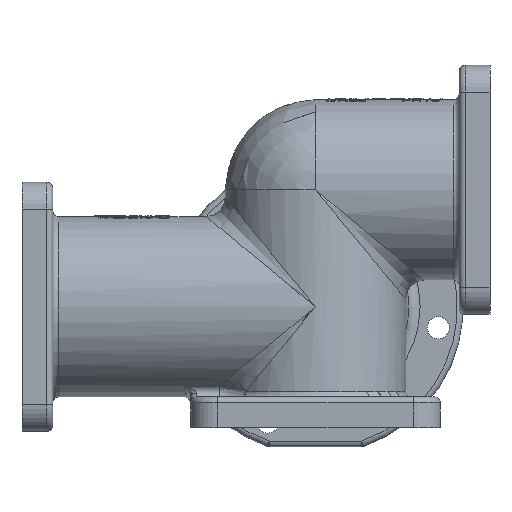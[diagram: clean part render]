
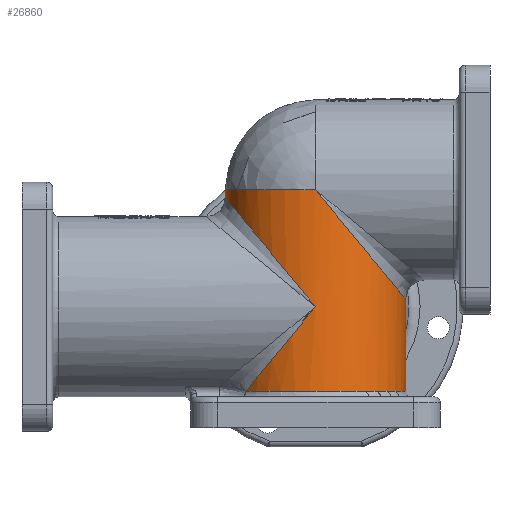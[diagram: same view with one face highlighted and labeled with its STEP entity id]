
A CAD part, front view. The second image highlights one B-rep face of the part: STEP entity #26860.
In plain terms, the highlighted cylindrical face has radius 47 mm (diameter 94 mm), a partial arc.
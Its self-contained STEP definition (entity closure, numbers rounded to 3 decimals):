
#3878 = FACE_OUTER_BOUND ( 'NONE', #15197, .T. ) ;
#3881 = CYLINDRICAL_SURFACE ( 'NONE', #25170, 47. ) ;
#4472 = ORIENTED_EDGE ( 'NONE', *, *, #10733, .T. ) ;
#4524 = ORIENTED_EDGE ( 'NONE', *, *, #10850, .F. ) ;
#4742 = ORIENTED_EDGE ( 'NONE', *, *, #10742, .F. ) ;
#4748 = ORIENTED_EDGE ( 'NONE', *, *, #10889, .T. ) ;
#4753 = ORIENTED_EDGE ( 'NONE', *, *, #21419, .T. ) ;
#4858 = ORIENTED_EDGE ( 'NONE', *, *, #10749, .F. ) ;
#9567 =( BOUNDED_CURVE ( )  B_SPLINE_CURVE ( 3, ( #23236, #23240, #23241, #23242 ),
 .UNSPECIFIED., .F., .T. ) 
 B_SPLINE_CURVE_WITH_KNOTS ( ( 4, 4 ),
 ( 4.712, 5.594 ),
 .UNSPECIFIED. ) 
 CURVE ( )  GEOMETRIC_REPRESENTATION_ITEM ( )  RATIONAL_B_SPLINE_CURVE ( ( 1., 0.936, 0.936, 1. ) ) 
 REPRESENTATION_ITEM ( '' )  );
#9582 =( BOUNDED_CURVE ( )  B_SPLINE_CURVE ( 3, ( #26389, #26406, #26407, #26408 ),
 .UNSPECIFIED., .F., .T. ) 
 B_SPLINE_CURVE_WITH_KNOTS ( ( 4, 4 ),
 ( 3.142, 4.712 ),
 .UNSPECIFIED. ) 
 CURVE ( )  GEOMETRIC_REPRESENTATION_ITEM ( )  RATIONAL_B_SPLINE_CURVE ( ( 1., 0.805, 0.805, 1. ) ) 
 REPRESENTATION_ITEM ( '' )  );
#9604 =( BOUNDED_CURVE ( )  B_SPLINE_CURVE ( 3, ( #13455, #13451, #13440, #13449 ),
 .UNSPECIFIED., .F., .T. ) 
 B_SPLINE_CURVE_WITH_KNOTS ( ( 4, 4 ),
 ( 0., 1.571 ),
 .UNSPECIFIED. ) 
 CURVE ( )  GEOMETRIC_REPRESENTATION_ITEM ( )  RATIONAL_B_SPLINE_CURVE ( ( 1., 0.805, 0.805, 1. ) ) 
 REPRESENTATION_ITEM ( '' )  );
#9660 = LINE ( 'NONE', #13471, #9661 ) ;
#9661 = VECTOR ( 'NONE', #13431, 1000. ) ;
#9668 = LINE ( 'NONE', #14157, #9676 ) ;
#9676 = VECTOR ( 'NONE', #14440, 1000. ) ;
#9686 = CIRCLE ( 'NONE', #27477, 47. ) ;
#9764 = VECTOR ( 'NONE', #13722, 1000. ) ;
#9770 = LINE ( 'NONE', #13721, #9764 ) ;
#10727 = EDGE_CURVE ( 'NONE', #22676, #22289, #9660, .T. ) ;
#10733 = EDGE_CURVE ( 'NONE', #22596, #22402, #9604, .T. ) ;
#10742 = EDGE_CURVE ( 'NONE', #22596, #22616, #9668, .T. ) ;
#10749 = EDGE_CURVE ( 'NONE', #22676, #22402, #9686, .T. ) ;
#10850 = EDGE_CURVE ( 'NONE', #22616, #22500, #9770, .T. ) ;
#10889 = EDGE_CURVE ( 'NONE', #22289, #22413, #9582, .T. ) ;
#13431 = DIRECTION ( 'NONE',  ( 0., 0., -1. ) ) ;
#13440 = CARTESIAN_POINT ( 'NONE',  ( 27.532, -47., 27.61 ) ) ;
#13449 = CARTESIAN_POINT ( 'NONE',  ( 0., -47., 61. ) ) ;
#13451 = CARTESIAN_POINT ( 'NONE',  ( 47., -27.532, 4. ) ) ;
#13455 = CARTESIAN_POINT ( 'NONE',  ( 47., 0., 4. ) ) ;
#13471 = CARTESIAN_POINT ( 'NONE',  ( -47., 0., 500000. ) ) ;
#13721 = CARTESIAN_POINT ( 'NONE',  ( 47., 0., 500000. ) ) ;
#13722 = DIRECTION ( 'NONE',  ( 0., 0., -1. ) ) ;
#14157 = CARTESIAN_POINT ( 'NONE',  ( 47., 0., 500000. ) ) ;
#14435 = DIRECTION ( 'NONE',  ( -1., 0., 0. ) ) ;
#14436 = DIRECTION ( 'NONE',  ( 0., 0., 1. ) ) ;
#14437 = CARTESIAN_POINT ( 'NONE',  ( 0., 0., 61. ) ) ;
#14440 = DIRECTION ( 'NONE',  ( 0., 0., -1. ) ) ;
#15197 = EDGE_LOOP ( 'NONE', ( #4742, #4472, #4858, #26196, #4748, #4753, #26323, #4524 ) ) ;
#21419 = EDGE_CURVE ( 'NONE', #22413, #22370, #9567, .T. ) ;
#21430 = EDGE_CURVE ( 'NONE', #22370, #22500, #25757, .T. ) ;
#22289 = VERTEX_POINT ( 'NONE', #23560 ) ;
#22370 = VERTEX_POINT ( 'NONE', #23614 ) ;
#22402 = VERTEX_POINT ( 'NONE', #23644 ) ;
#22413 = VERTEX_POINT ( 'NONE', #23655 ) ;
#22500 = VERTEX_POINT ( 'NONE', #23737 ) ;
#22596 = VERTEX_POINT ( 'NONE', #23815 ) ;
#22616 = VERTEX_POINT ( 'NONE', #23825 ) ;
#22676 = VERTEX_POINT ( 'NONE', #23865 ) ;
#23236 = CARTESIAN_POINT ( 'NONE',  ( 0., -47., 0. ) ) ;
#23240 = CARTESIAN_POINT ( 'NONE',  ( -14.279, -47., -17.317 ) ) ;
#23241 = CARTESIAN_POINT ( 'NONE',  ( -27.192, -40.908, -32.978 ) ) ;
#23242 = CARTESIAN_POINT ( 'NONE',  ( -36.272, -29.888, -43.99 ) ) ;
#23303 = CARTESIAN_POINT ( 'NONE',  ( 0., 0., -43.99 ) ) ;
#23304 = DIRECTION ( 'NONE',  ( 0., 0., 1. ) ) ;
#23305 = DIRECTION ( 'NONE',  ( -1., 0., 0. ) ) ;
#23560 = CARTESIAN_POINT ( 'NONE',  ( -47., 0., 57. ) ) ;
#23614 = CARTESIAN_POINT ( 'NONE',  ( -36.272, -29.888, -43.99 ) ) ;
#23644 = CARTESIAN_POINT ( 'NONE',  ( 0., -47., 61. ) ) ;
#23655 = CARTESIAN_POINT ( 'NONE',  ( 0., -47., 0. ) ) ;
#23737 = CARTESIAN_POINT ( 'NONE',  ( 47., 0., -43.99 ) ) ;
#23815 = CARTESIAN_POINT ( 'NONE',  ( 47., 0., 4. ) ) ;
#23825 = CARTESIAN_POINT ( 'NONE',  ( 47., 0., 0. ) ) ;
#23865 = CARTESIAN_POINT ( 'NONE',  ( -47., 0., 61. ) ) ;
#24737 = DIRECTION ( 'NONE',  ( -1., 0., 0. ) ) ;
#24738 = DIRECTION ( 'NONE',  ( 0., 0., -1. ) ) ;
#24739 = CARTESIAN_POINT ( 'NONE',  ( 0., 0., 500000. ) ) ;
#25170 = AXIS2_PLACEMENT_3D ( 'NONE', #24739, #24738, #24737 ) ;
#25757 = CIRCLE ( 'NONE', #26911, 47. ) ;
#26196 = ORIENTED_EDGE ( 'NONE', *, *, #10727, .T. ) ;
#26323 = ORIENTED_EDGE ( 'NONE', *, *, #21430, .T. ) ;
#26389 = CARTESIAN_POINT ( 'NONE',  ( -47., 0., 57. ) ) ;
#26406 = CARTESIAN_POINT ( 'NONE',  ( -47., -27.532, 57. ) ) ;
#26407 = CARTESIAN_POINT ( 'NONE',  ( -27.532, -47., 33.39 ) ) ;
#26408 = CARTESIAN_POINT ( 'NONE',  ( 0., -47., 0. ) ) ;
#26860 = ADVANCED_FACE ( 'NONE', ( #3878 ), #3881, .T. ) ;
#26911 = AXIS2_PLACEMENT_3D ( 'NONE', #23303, #23304, #23305 ) ;
#27477 = AXIS2_PLACEMENT_3D ( 'NONE', #14437, #14436, #14435 ) ;
